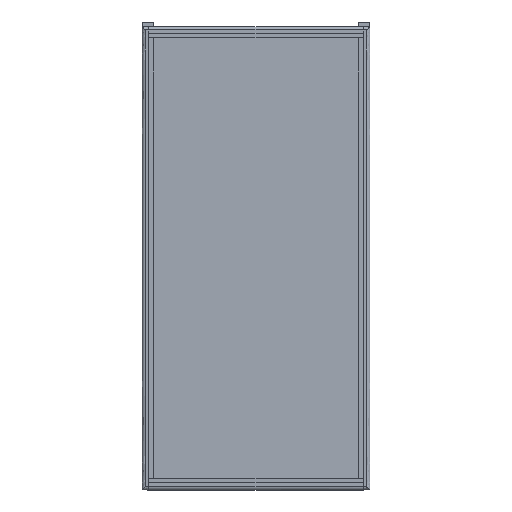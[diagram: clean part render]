
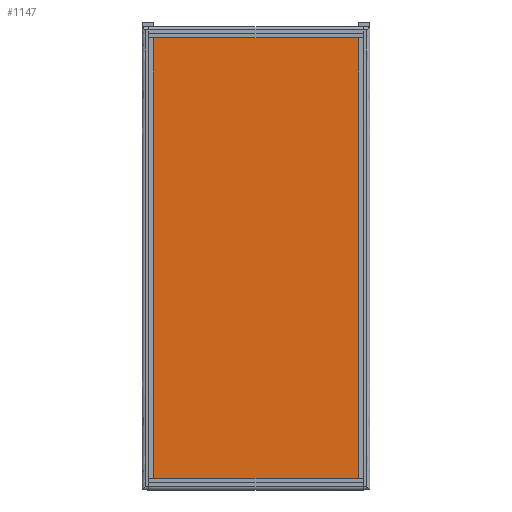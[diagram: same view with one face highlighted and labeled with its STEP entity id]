
A CAD part, left-side view. The second image highlights one B-rep face of the part: STEP entity #1147.
In plain terms, the highlighted planar face has unit normal (-1, 0, 0).
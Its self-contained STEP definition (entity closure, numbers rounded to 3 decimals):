
#1147=ADVANCED_FACE('',(#1459),#5641,.T.);
#1459=FACE_OUTER_BOUND('',#1771,.T.);
#1771=EDGE_LOOP('',(#2287,#2288,#2289,#2290));
#2287=ORIENTED_EDGE('',*,*,#3981,.F.);
#2288=ORIENTED_EDGE('',*,*,#3978,.F.);
#2289=ORIENTED_EDGE('',*,*,#3975,.F.);
#2290=ORIENTED_EDGE('',*,*,#3971,.F.);
#3971=EDGE_CURVE('',#5075,#5076,#4821,.T.);
#3975=EDGE_CURVE('',#5076,#5079,#4825,.T.);
#3978=EDGE_CURVE('',#5079,#5081,#4828,.T.);
#3981=EDGE_CURVE('',#5081,#5075,#4831,.T.);
#4821=B_SPLINE_CURVE_WITH_KNOTS('',1,(#5983,#5984),.UNSPECIFIED.,.F.,.F.,
(2,2),(-1165.,-977.),.UNSPECIFIED.);
#4825=B_SPLINE_CURVE_WITH_KNOTS('',1,(#5991,#5992),.UNSPECIFIED.,.F.,.F.,
(2,2),(-977.,-582.5),.UNSPECIFIED.);
#4828=B_SPLINE_CURVE_WITH_KNOTS('',1,(#5997,#5998),.UNSPECIFIED.,.F.,.F.,
(2,2),(-582.5,-394.5),.UNSPECIFIED.);
#4831=B_SPLINE_CURVE_WITH_KNOTS('',1,(#6003,#6004),.UNSPECIFIED.,.F.,.F.,
(2,2),(-394.5,0.),.UNSPECIFIED.);
#5075=VERTEX_POINT('',#5975);
#5076=VERTEX_POINT('',#5976);
#5079=VERTEX_POINT('',#5979);
#5081=VERTEX_POINT('',#5981);
#5641=PLANE('',#5763);
#5763=AXIS2_PLACEMENT_3D('',#5973,#5868,$);
#5868=DIRECTION('',(-1.,0.,0.));
#5973=CARTESIAN_POINT('',(1.,-98.372,-19.));
#5975=CARTESIAN_POINT('',(1.,-98.372,-19.));
#5976=CARTESIAN_POINT('',(1.,89.628,-19.));
#5979=CARTESIAN_POINT('',(1.,89.628,375.5));
#5981=CARTESIAN_POINT('',(1.,-98.372,375.5));
#5983=CARTESIAN_POINT('',(1.,-98.372,-19.));
#5984=CARTESIAN_POINT('',(1.,89.628,-19.));
#5991=CARTESIAN_POINT('',(1.,89.628,-19.));
#5992=CARTESIAN_POINT('',(1.,89.628,375.5));
#5997=CARTESIAN_POINT('',(1.,89.628,375.5));
#5998=CARTESIAN_POINT('',(1.,-98.372,375.5));
#6003=CARTESIAN_POINT('',(1.,-98.372,375.5));
#6004=CARTESIAN_POINT('',(1.,-98.372,-19.));
